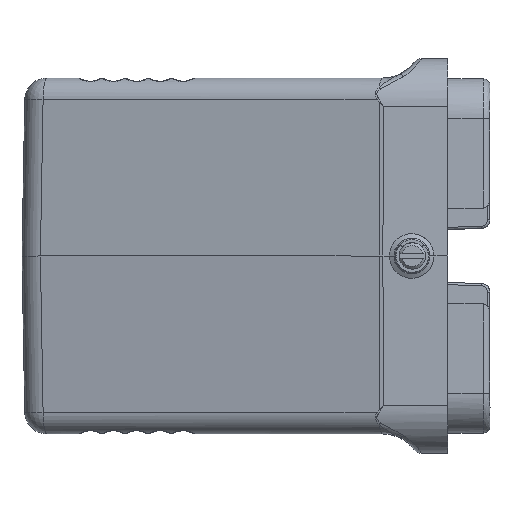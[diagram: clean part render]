
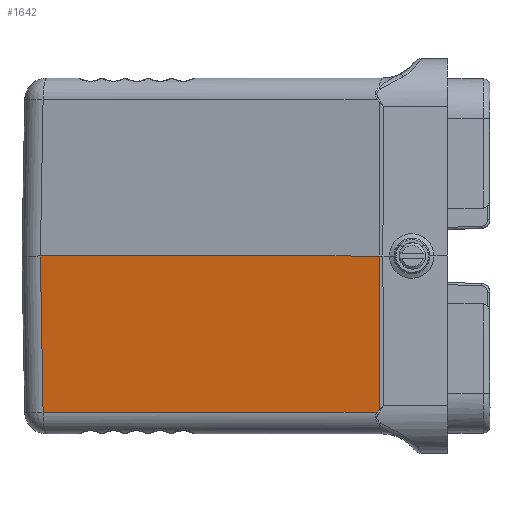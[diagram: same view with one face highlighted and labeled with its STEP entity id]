
A CAD part, left-side view. The second image highlights one B-rep face of the part: STEP entity #1642.
In plain terms, the highlighted planar face has unit normal (-0.985, 0.174, -0.018).
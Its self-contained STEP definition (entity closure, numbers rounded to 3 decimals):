
#1293=B_SPLINE_CURVE_WITH_KNOTS('',3,(#13301,#13302,#13303,#13304,#13305,
#13306,#13307,#13308,#13309,#13310,#13311),.UNSPECIFIED.,.F.,.F.,(4,1,1,
1,1,1,1,1,4),(0.,0.125,0.25,0.375,0.5,0.625,0.75,0.875,1.),
 .UNSPECIFIED.);
#1642=ADVANCED_FACE('93',(#2369),#2211,.T.);
#2211=PLANE('',#9644);
#2369=FACE_OUTER_BOUND('',#2915,.T.);
#2915=EDGE_LOOP('',(#3564,#3565,#3566,#3567,#3568));
#3564=ORIENTED_EDGE('',*,*,#7139,.F.);
#3565=ORIENTED_EDGE('',*,*,#7120,.T.);
#3566=ORIENTED_EDGE('',*,*,#7138,.T.);
#3567=ORIENTED_EDGE('',*,*,#7140,.T.);
#3568=ORIENTED_EDGE('',*,*,#7141,.F.);
#6285=VERTEX_POINT('',#13071);
#6286=VERTEX_POINT('',#13072);
#6300=VERTEX_POINT('',#13300);
#6301=VERTEX_POINT('',#13333);
#6302=VERTEX_POINT('',#13335);
#7120=EDGE_CURVE('1585',#6285,#6286,#8486,.T.);
#7138=EDGE_CURVE('1560',#6286,#6300,#1293,.T.);
#7139=EDGE_CURVE('3323',#6285,#6301,#8493,.T.);
#7140=EDGE_CURVE('3330',#6300,#6302,#8494,.T.);
#7141=EDGE_CURVE('3315',#6301,#6302,#8495,.T.);
#8486=LINE('',#13070,#9065);
#8493=LINE('',#13332,#9072);
#8494=LINE('',#13334,#9073);
#8495=LINE('',#13336,#9074);
#9065=VECTOR('',#10512,1.);
#9072=VECTOR('',#10523,1.);
#9073=VECTOR('',#10524,1.);
#9074=VECTOR('',#10525,1.);
#9644=AXIS2_PLACEMENT_3D('',#13337,#10526,#10527);
#10512=DIRECTION('',(-0.174,-0.985,0.));
#10523=DIRECTION('',(-0.015,0.017,1.));
#10524=DIRECTION('',(-0.017,0.002,1.));
#10525=DIRECTION('',(-0.174,-0.985,0.));
#10526=DIRECTION('',(-0.985,0.174,-0.017));
#10527=DIRECTION('',(0.174,0.985,0.));
#13070=CARTESIAN_POINT('',(-51.735,90.956,-35.087));
#13071=CARTESIAN_POINT('',(-51.735,90.956,-35.087));
#13072=CARTESIAN_POINT('',(-64.973,15.879,-35.087));
#13300=CARTESIAN_POINT('',(-65.073,15.378,-34.446));
#13301=CARTESIAN_POINT('',(-64.973,15.879,-35.087));
#13302=CARTESIAN_POINT('',(-64.978,15.855,-35.063));
#13303=CARTESIAN_POINT('',(-64.987,15.808,-35.015));
#13304=CARTESIAN_POINT('',(-65.,15.74,-34.94));
#13305=CARTESIAN_POINT('',(-65.013,15.673,-34.863));
#13306=CARTESIAN_POINT('',(-65.026,15.609,-34.784));
#13307=CARTESIAN_POINT('',(-65.039,15.546,-34.703));
#13308=CARTESIAN_POINT('',(-65.051,15.487,-34.62));
#13309=CARTESIAN_POINT('',(-65.062,15.43,-34.534));
#13310=CARTESIAN_POINT('',(-65.069,15.395,-34.475));
#13311=CARTESIAN_POINT('',(-65.073,15.378,-34.446));
#13332=CARTESIAN_POINT('',(-51.735,90.956,-35.087));
#13333=CARTESIAN_POINT('',(-52.249,91.569,0.));
#13334=CARTESIAN_POINT('',(-65.073,15.378,-34.446));
#13335=CARTESIAN_POINT('',(-65.674,15.431,0.));
#13336=CARTESIAN_POINT('',(-52.249,91.569,0.));
#13337=CARTESIAN_POINT('',(-66.287,11.957,0.));
